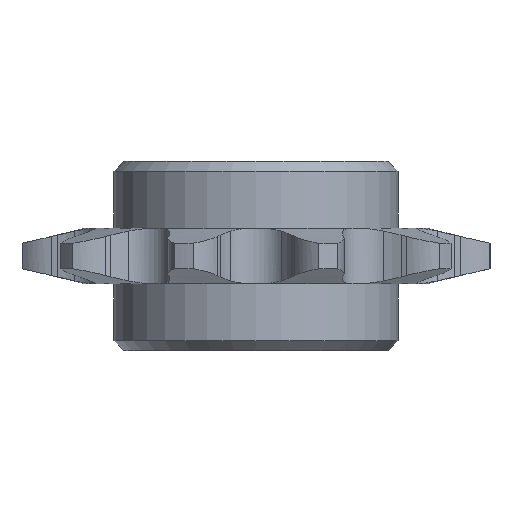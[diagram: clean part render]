
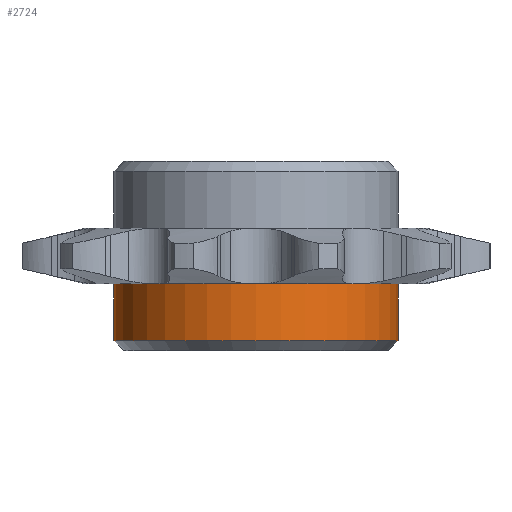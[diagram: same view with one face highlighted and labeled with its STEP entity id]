
A CAD part, front view. The second image highlights one B-rep face of the part: STEP entity #2724.
In plain terms, the highlighted cylindrical face has radius 7.15 mm (diameter 14.3 mm), a partial arc.
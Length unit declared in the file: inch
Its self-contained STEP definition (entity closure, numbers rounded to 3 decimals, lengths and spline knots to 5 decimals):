
#451 = CARTESIAN_POINT ( 'NONE',  ( 0., 0., -0.16781 ) ) ;
#863 = CARTESIAN_POINT ( 'NONE',  ( 0., 0., -0.1875 ) ) ;
#1339 = CARTESIAN_POINT ( 'NONE',  ( 0.2815, 0., -0.055 ) ) ;
#1519 = DIRECTION ( 'NONE',  ( 0., 0., 1. ) ) ;
#1711 = FACE_OUTER_BOUND ( 'NONE', #2279, .T. ) ;
#2071 = DIRECTION ( 'NONE',  ( 0., 0., -1. ) ) ;
#2279 = EDGE_LOOP ( 'NONE', ( #5406, #8513, #4979, #2914 ) ) ;
#2390 = EDGE_CURVE ( 'NONE', #9133, #7818, #3223, .T. ) ;
#2668 = AXIS2_PLACEMENT_3D ( 'NONE', #6623, #2071, #10815 ) ;
#2724 = ADVANCED_FACE ( 'NONE', ( #1711 ), #10437, .T. ) ;
#2876 = CIRCLE ( 'NONE', #6149, 0.2815 ) ;
#2914 = ORIENTED_EDGE ( 'NONE', *, *, #7766, .T. ) ;
#3202 = CARTESIAN_POINT ( 'NONE',  ( -0.2815, 0., -0.055 ) ) ;
#3223 = LINE ( 'NONE', #5941, #6416 ) ;
#3931 = VERTEX_POINT ( 'NONE', #3202 ) ;
#4042 = CARTESIAN_POINT ( 'NONE',  ( -0.2815, 0., -0.16781 ) ) ;
#4231 = EDGE_CURVE ( 'NONE', #7012, #3931, #10676, .T. ) ;
#4332 = DIRECTION ( 'NONE',  ( 0., 0., 1. ) ) ;
#4979 = ORIENTED_EDGE ( 'NONE', *, *, #2390, .T. ) ;
#5406 = ORIENTED_EDGE ( 'NONE', *, *, #4231, .F. ) ;
#5473 = CARTESIAN_POINT ( 'NONE',  ( 0.2815, 0., -0.16781 ) ) ;
#5941 = CARTESIAN_POINT ( 'NONE',  ( 0.2815, 0., -0.1875 ) ) ;
#6084 = DIRECTION ( 'NONE',  ( 1., 0., 0. ) ) ;
#6149 = AXIS2_PLACEMENT_3D ( 'NONE', #451, #8249, #10885 ) ;
#6259 = CARTESIAN_POINT ( 'NONE',  ( -0.2815, 0., -0.1875 ) ) ;
#6416 = VECTOR ( 'NONE', #1519, 39.37008 ) ;
#6623 = CARTESIAN_POINT ( 'NONE',  ( 0., 0., -0.055 ) ) ;
#7012 = VERTEX_POINT ( 'NONE', #4042 ) ;
#7189 = VECTOR ( 'NONE', #8041, 39.37008 ) ;
#7766 = EDGE_CURVE ( 'NONE', #7818, #3931, #7941, .T. ) ;
#7818 = VERTEX_POINT ( 'NONE', #1339 ) ;
#7941 = CIRCLE ( 'NONE', #2668, 0.2815 ) ;
#8041 = DIRECTION ( 'NONE',  ( 0., 0., 1. ) ) ;
#8249 = DIRECTION ( 'NONE',  ( 0., 0., 1. ) ) ;
#8438 = AXIS2_PLACEMENT_3D ( 'NONE', #863, #4332, #6084 ) ;
#8513 = ORIENTED_EDGE ( 'NONE', *, *, #10705, .T. ) ;
#9133 = VERTEX_POINT ( 'NONE', #5473 ) ;
#10437 = CYLINDRICAL_SURFACE ( 'NONE', #8438, 0.2815 ) ;
#10676 = LINE ( 'NONE', #6259, #7189 ) ;
#10705 = EDGE_CURVE ( 'NONE', #7012, #9133, #2876, .T. ) ;
#10815 = DIRECTION ( 'NONE',  ( 1., 0., 0. ) ) ;
#10885 = DIRECTION ( 'NONE',  ( -1., 0., 0. ) ) ;
